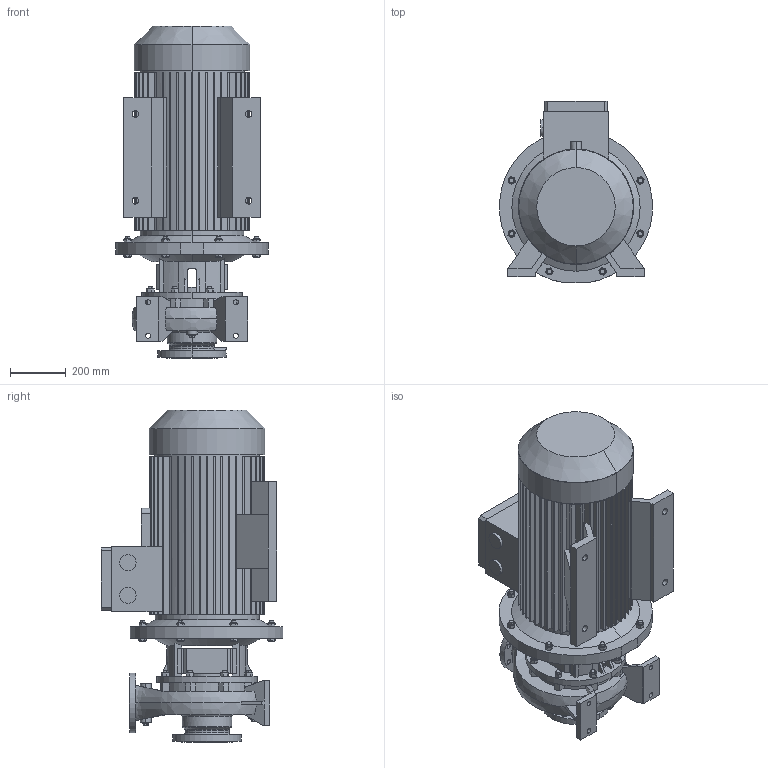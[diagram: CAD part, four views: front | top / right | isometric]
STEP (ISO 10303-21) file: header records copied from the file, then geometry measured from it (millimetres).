
FILE_DESCRIPTION (( 'STEP AP214' ), '1' );
FILE_NAME ('ﾌﾓ-311-200-ﾌ3-311-220-02-21.step', '2025-04-07T08:18:53', ( 'adb' ), ( '' ), 'SwSTEP 2.0', 'SolidWorks 2016', '' );
FILE_SCHEMA (( 'AUTOMOTIVE_DESIGN' ));
Length unit declared in the file: millimetre
Products named in the file (1): ﾌﾓ-311-200-ﾌ3-311-220-02-21
Bounding box: 548.5 x 652 x 1191 mm (x, y, z)
Volume: 129034074.4 mm3; surface area: 4834745 mm2
Topology: 7 solids, 22 shells, 1190 faces, 3141 edges, 2061 vertices
Faces by surface type: plane 658, cylinder 396, cone 102, bspline 27, torus 7
Entity records: 60401 total; most frequent: CARTESIAN_POINT 17767, ORIENTED_EDGE 6278, DIRECTION 5921, EDGE_CURVE 3139, AXIS2_PLACEMENT_3D 2134, VERTEX_POINT 2061, VECTOR 1653, LINE 1653
